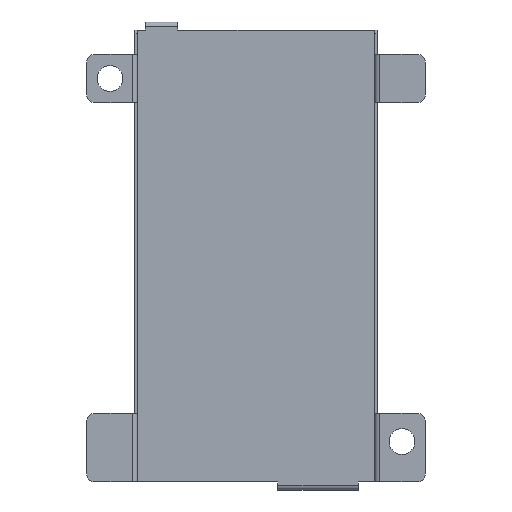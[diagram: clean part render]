
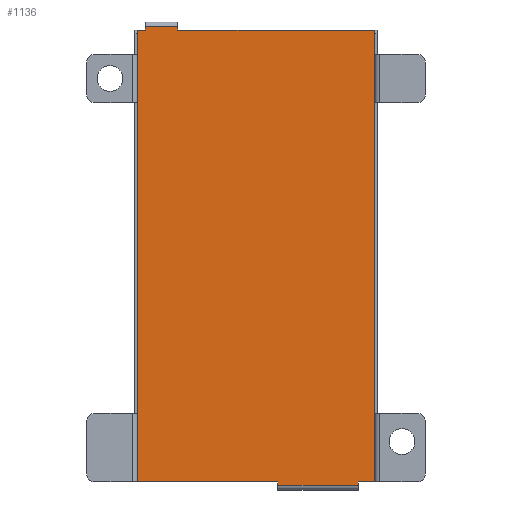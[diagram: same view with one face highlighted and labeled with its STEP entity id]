
A CAD part, front view. The second image highlights one B-rep face of the part: STEP entity #1136.
In plain terms, the highlighted planar face has unit normal (0, -1, 0).
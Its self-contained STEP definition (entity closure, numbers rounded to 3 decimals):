
#52 = ORIENTED_EDGE ( 'NONE', *, *, #2285, .F. ) ;
#64 = DIRECTION ( 'NONE',  ( -1., 0., 0. ) ) ;
#88 = EDGE_CURVE ( 'NONE', #2720, #2187, #791, .T. ) ;
#100 = DIRECTION ( 'NONE',  ( -1., 0., 0. ) ) ;
#128 = PLANE ( 'NONE',  #1522 ) ;
#138 = ORIENTED_EDGE ( 'NONE', *, *, #1359, .F. ) ;
#168 = EDGE_LOOP ( 'NONE', ( #52, #138, #1585, #1462, #1330, #2004, #895, #1363, #2180, #2588, #1433, #1166 ) ) ;
#171 = LINE ( 'NONE', #1018, #1339 ) ;
#193 = VECTOR ( 'NONE', #2930, 1000. ) ;
#251 = CARTESIAN_POINT ( 'NONE',  ( 2.7, 7.55, 0. ) ) ;
#309 = VECTOR ( 'NONE', #391, 1000. ) ;
#352 = VERTEX_POINT ( 'NONE', #1867 ) ;
#366 = DIRECTION ( 'NONE',  ( 1., 0., 0. ) ) ;
#375 = EDGE_CURVE ( 'NONE', #1422, #1198, #1048, .T. ) ;
#391 = DIRECTION ( 'NONE',  ( -1., 0., 0. ) ) ;
#411 = LINE ( 'NONE', #940, #2822 ) ;
#587 = CARTESIAN_POINT ( 'NONE',  ( 2.7, 7.55, -0.4 ) ) ;
#594 = EDGE_CURVE ( 'NONE', #2187, #2211, #2519, .T. ) ;
#639 = VERTEX_POINT ( 'NONE', #1457 ) ;
#719 = DIRECTION ( 'NONE',  ( 1., 0., 0. ) ) ;
#727 = FACE_OUTER_BOUND ( 'NONE', #168, .T. ) ;
#760 = VECTOR ( 'NONE', #100, 1000. ) ;
#791 = LINE ( 'NONE', #2242, #1972 ) ;
#800 = EDGE_CURVE ( 'NONE', #2609, #1308, #1860, .T. ) ;
#804 = CARTESIAN_POINT ( 'NONE',  ( -13.7, 7.55, 56. ) ) ;
#820 = DIRECTION ( 'NONE',  ( -1., 0., 0. ) ) ;
#835 = CARTESIAN_POINT ( 'NONE',  ( -14.7, 7.55, 56. ) ) ;
#895 = ORIENTED_EDGE ( 'NONE', *, *, #594, .T. ) ;
#906 = LINE ( 'NONE', #1450, #760 ) ;
#940 = CARTESIAN_POINT ( 'NONE',  ( 12.7, 7.55, -0.4 ) ) ;
#976 = LINE ( 'NONE', #2573, #1081 ) ;
#1018 = CARTESIAN_POINT ( 'NONE',  ( -14.7, 7.55, 56. ) ) ;
#1039 = EDGE_CURVE ( 'NONE', #2211, #1198, #171, .T. ) ;
#1048 = LINE ( 'NONE', #1659, #2050 ) ;
#1072 = EDGE_CURVE ( 'NONE', #639, #2720, #976, .T. ) ;
#1081 = VECTOR ( 'NONE', #1454, 1000. ) ;
#1136 = ADVANCED_FACE ( 'NONE', ( #727 ), #128, .T. ) ;
#1166 = ORIENTED_EDGE ( 'NONE', *, *, #2769, .T. ) ;
#1184 = CARTESIAN_POINT ( 'NONE',  ( 14.7, 7.55, 56. ) ) ;
#1198 = VERTEX_POINT ( 'NONE', #2648 ) ;
#1308 = VERTEX_POINT ( 'NONE', #1995 ) ;
#1330 = ORIENTED_EDGE ( 'NONE', *, *, #1072, .T. ) ;
#1339 = VECTOR ( 'NONE', #1674, 1000. ) ;
#1359 = EDGE_CURVE ( 'NONE', #1451, #352, #2916, .T. ) ;
#1363 = ORIENTED_EDGE ( 'NONE', *, *, #1039, .T. ) ;
#1378 = CARTESIAN_POINT ( 'NONE',  ( 2.7, 7.55, -0.4 ) ) ;
#1381 = VECTOR ( 'NONE', #2880, 1000. ) ;
#1422 = VERTEX_POINT ( 'NONE', #251 ) ;
#1433 = ORIENTED_EDGE ( 'NONE', *, *, #800, .T. ) ;
#1450 = CARTESIAN_POINT ( 'NONE',  ( -14.7, 7.55, 56. ) ) ;
#1451 = VERTEX_POINT ( 'NONE', #1184 ) ;
#1454 = DIRECTION ( 'NONE',  ( -1., 0., 0. ) ) ;
#1457 = CARTESIAN_POINT ( 'NONE',  ( -9.7, 7.55, 56.4 ) ) ;
#1462 = ORIENTED_EDGE ( 'NONE', *, *, #2339, .F. ) ;
#1495 = LINE ( 'NONE', #1596, #2174 ) ;
#1522 = AXIS2_PLACEMENT_3D ( 'NONE', #2613, #1724, #366 ) ;
#1529 = CARTESIAN_POINT ( 'NONE',  ( -9.7, 7.55, 56.4 ) ) ;
#1585 = ORIENTED_EDGE ( 'NONE', *, *, #1605, .T. ) ;
#1596 = CARTESIAN_POINT ( 'NONE',  ( 2.7, 7.55, -0.4 ) ) ;
#1605 = EDGE_CURVE ( 'NONE', #1451, #2778, #906, .T. ) ;
#1659 = CARTESIAN_POINT ( 'NONE',  ( -14.7, 7.55, 0. ) ) ;
#1674 = DIRECTION ( 'NONE',  ( 0., 0., -1. ) ) ;
#1724 = DIRECTION ( 'NONE',  ( 0., -1., 0. ) ) ;
#1750 = CARTESIAN_POINT ( 'NONE',  ( -14.7, 7.55, 0. ) ) ;
#1860 = LINE ( 'NONE', #1378, #2571 ) ;
#1867 = CARTESIAN_POINT ( 'NONE',  ( 14.7, 7.55, 0. ) ) ;
#1896 = EDGE_CURVE ( 'NONE', #2609, #1422, #1495, .T. ) ;
#1956 = CARTESIAN_POINT ( 'NONE',  ( 12.7, 7.55, 0. ) ) ;
#1972 = VECTOR ( 'NONE', #2043, 1000. ) ;
#1976 = LINE ( 'NONE', #1529, #1381 ) ;
#1987 = DIRECTION ( 'NONE',  ( 0., 0., 1. ) ) ;
#1995 = CARTESIAN_POINT ( 'NONE',  ( 12.7, 7.55, -0.4 ) ) ;
#2004 = ORIENTED_EDGE ( 'NONE', *, *, #88, .T. ) ;
#2043 = DIRECTION ( 'NONE',  ( 0., 0., -1. ) ) ;
#2050 = VECTOR ( 'NONE', #64, 1000. ) ;
#2110 = CARTESIAN_POINT ( 'NONE',  ( -13.7, 7.55, 56.4 ) ) ;
#2144 = CARTESIAN_POINT ( 'NONE',  ( -9.7, 7.55, 56. ) ) ;
#2162 = CARTESIAN_POINT ( 'NONE',  ( -14.7, 7.55, 56. ) ) ;
#2174 = VECTOR ( 'NONE', #2718, 1000. ) ;
#2180 = ORIENTED_EDGE ( 'NONE', *, *, #375, .F. ) ;
#2181 = LINE ( 'NONE', #1750, #309 ) ;
#2187 = VERTEX_POINT ( 'NONE', #804 ) ;
#2211 = VERTEX_POINT ( 'NONE', #2162 ) ;
#2242 = CARTESIAN_POINT ( 'NONE',  ( -13.7, 7.55, 56.4 ) ) ;
#2274 = CARTESIAN_POINT ( 'NONE',  ( 14.7, 7.55, 56. ) ) ;
#2285 = EDGE_CURVE ( 'NONE', #352, #2294, #2181, .T. ) ;
#2294 = VERTEX_POINT ( 'NONE', #1956 ) ;
#2339 = EDGE_CURVE ( 'NONE', #639, #2778, #1976, .T. ) ;
#2519 = LINE ( 'NONE', #835, #2644 ) ;
#2571 = VECTOR ( 'NONE', #719, 1000. ) ;
#2573 = CARTESIAN_POINT ( 'NONE',  ( -9.7, 7.55, 56.4 ) ) ;
#2588 = ORIENTED_EDGE ( 'NONE', *, *, #1896, .F. ) ;
#2609 = VERTEX_POINT ( 'NONE', #587 ) ;
#2613 = CARTESIAN_POINT ( 'NONE',  ( -14.7, 7.55, 56. ) ) ;
#2644 = VECTOR ( 'NONE', #820, 1000. ) ;
#2648 = CARTESIAN_POINT ( 'NONE',  ( -14.7, 7.55, 0. ) ) ;
#2718 = DIRECTION ( 'NONE',  ( 0., 0., 1. ) ) ;
#2720 = VERTEX_POINT ( 'NONE', #2110 ) ;
#2769 = EDGE_CURVE ( 'NONE', #1308, #2294, #411, .T. ) ;
#2778 = VERTEX_POINT ( 'NONE', #2144 ) ;
#2822 = VECTOR ( 'NONE', #1987, 1000. ) ;
#2880 = DIRECTION ( 'NONE',  ( 0., 0., -1. ) ) ;
#2916 = LINE ( 'NONE', #2274, #193 ) ;
#2930 = DIRECTION ( 'NONE',  ( 0., 0., -1. ) ) ;
